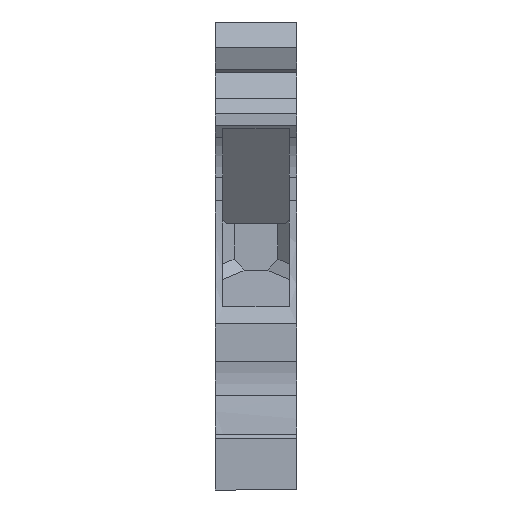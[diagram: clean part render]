
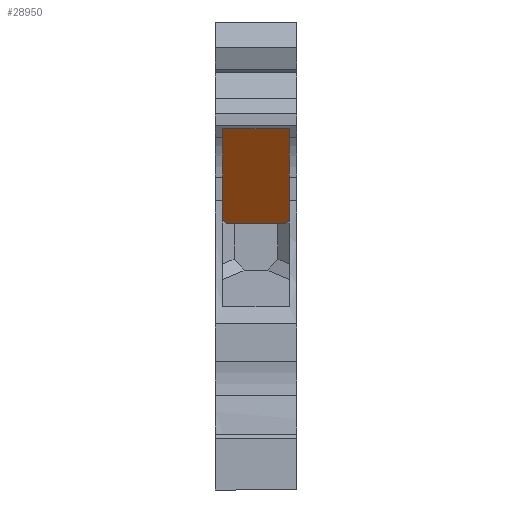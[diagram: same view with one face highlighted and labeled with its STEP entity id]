
A CAD part, front view. The second image highlights one B-rep face of the part: STEP entity #28950.
In plain terms, the highlighted face is planar.
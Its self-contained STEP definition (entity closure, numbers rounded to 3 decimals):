
#26460=CARTESIAN_POINT('',(-23.705,29.322,
-0.75));
#26470=VERTEX_POINT('',#26460);
#26500=CARTESIAN_POINT('',(-23.705,29.322,
0.));
#26510=DIRECTION('',(0.,0.,1.));
#26520=VECTOR('',#26510,1.);
#26530=LINE('',#26500,#26520);
#26540=CARTESIAN_POINT('',(-23.705,29.322,
-7.4));
#26550=VERTEX_POINT('',#26540);
#26560=EDGE_CURVE('',#26550,#26470,#26530,.T.);
#27470=CARTESIAN_POINT('',(-7.501,8.379,
-7.4));
#27480=DIRECTION('',(-0.612,0.791,0.));
#27490=VECTOR('',#27480,1.);
#27500=LINE('',#27470,#27490);
#27510=CARTESIAN_POINT('',(-16.675,20.236,
-7.4));
#27520=VERTEX_POINT('',#27510);
#27530=EDGE_CURVE('',#27520,#26550,#27500,.T.);
#28040=CARTESIAN_POINT('',(-7.501,8.379,
-0.75));
#28050=DIRECTION('',(-0.612,0.791,0.));
#28060=VECTOR('',#28050,1.);
#28070=LINE('',#28040,#28060);
#28080=CARTESIAN_POINT('',(-16.675,20.236,
-0.75));
#28090=VERTEX_POINT('',#28080);
#28100=EDGE_CURVE('',#28090,#26470,#28070,.T.);
#28630=CARTESIAN_POINT('',(-25.855,32.101,
-7.4));
#28640=DIRECTION('',(0.791,0.612,0.));
#28650=DIRECTION('',(0.612,-0.791,0.));
#28660=AXIS2_PLACEMENT_3D('',#28630,#28640,#28650);
#28670=PLANE('',#28660);
#28680=CARTESIAN_POINT('',(-16.35,19.816,
0.));
#28690=DIRECTION('',(0.,0.,-1.));
#28700=VECTOR('',#28690,1.);
#28710=LINE('',#28680,#28700);
#28720=CARTESIAN_POINT('',(-16.35,19.816,
-1.075));
#28730=VERTEX_POINT('',#28720);
#28740=CARTESIAN_POINT('',(-16.35,19.816,
-7.075));
#28750=VERTEX_POINT('',#28740);
#28760=EDGE_CURVE('',#28730,#28750,#28710,.T.);
#28770=ORIENTED_EDGE('',*,*,#28760,.F.);
#28780=CARTESIAN_POINT('',(-1.482,0.6,
7.793));
#28790=DIRECTION('',(-0.522,0.675,
-0.522));
#28800=VECTOR('',#28790,1.);
#28810=LINE('',#28780,#28800);
#28820=EDGE_CURVE('',#28750,#27520,#28810,.T.);
#28830=ORIENTED_EDGE('',*,*,#28820,.F.);
#28840=ORIENTED_EDGE('',*,*,#27530,.F.);
#28850=ORIENTED_EDGE('',*,*,#26560,.F.);
#28860=ORIENTED_EDGE('',*,*,#28100,.T.);
#28870=CARTESIAN_POINT('',(-7.501,8.379,
-9.924));
#28880=DIRECTION('',(0.522,-0.675,
-0.522));
#28890=VECTOR('',#28880,1.);
#28900=LINE('',#28870,#28890);
#28910=EDGE_CURVE('',#28090,#28730,#28900,.T.);
#28920=ORIENTED_EDGE('',*,*,#28910,.F.);
#28930=EDGE_LOOP('',(#28920,#28860,#28850,#28840,#28830,#28770));
#28940=FACE_OUTER_BOUND('',#28930,.T.);
#28950=ADVANCED_FACE('',(#28940),#28670,.F.);
